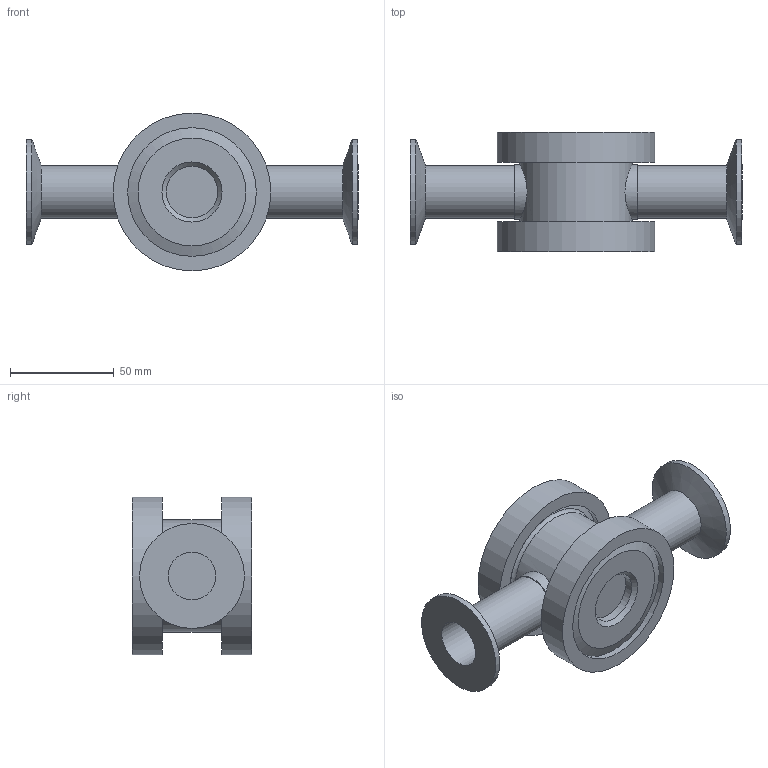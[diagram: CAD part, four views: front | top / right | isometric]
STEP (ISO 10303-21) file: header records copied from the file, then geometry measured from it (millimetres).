
FILE_DESCRIPTION(/* description */ (''),/* implementation_level */ '2;1');
FILE_NAME(/* name */ 'SGQ_1S_HP.stp',/* time_stamp */ '2024-11-07T11:12:23+09:00',/* author */ ('t-fuchigami'),/* organization */ (''),/* preprocessor_version */ 'ST-DEVELOPER v20',/* originating_system */ 'Autodesk Inventor 2025',/* authorisation */ '');
FILE_SCHEMA (('CONFIG_CONTROL_DESIGN'));
Length unit declared in the file: millimetre
Products named in the file (1): SGQ_1S_HP
Bounding box: 160 x 57.5 x 76 mm (x, y, z)
Volume: 205451.4 mm3; surface area: 51051.5 mm2
Topology: 1 solids, 1 shells, 41 faces, 80 edges, 52 vertices
Faces by surface type: cylinder 17, plane 14, cone 8, torus 2
Full cylindrical faces by diameter (mm): 23 x2, 25 x2, 25.4 x2, 26.3 x2, 50.5 x2, 54 x1, 62 x4, 76 x2
Entity records: 1216 total; most frequent: CARTESIAN_POINT 275, DIRECTION 208, ORIENTED_EDGE 160, AXIS2_PLACEMENT_3D 91, EDGE_CURVE 80, EDGE_LOOP 52, VERTEX_POINT 52, CIRCLE 49
